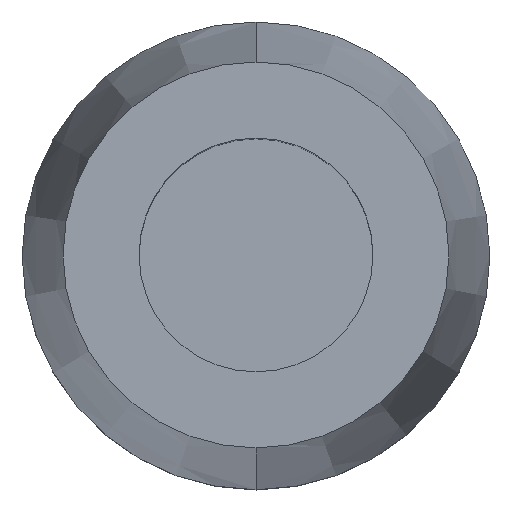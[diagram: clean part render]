
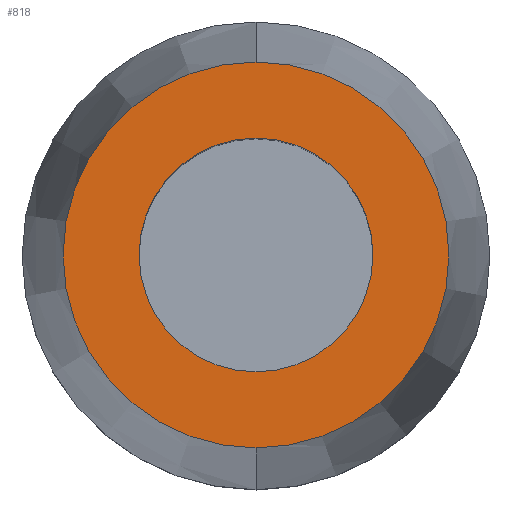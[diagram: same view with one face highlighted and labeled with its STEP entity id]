
A CAD part, top view. The second image highlights one B-rep face of the part: STEP entity #818.
In plain terms, the highlighted planar face has unit normal (0, 0, 1).
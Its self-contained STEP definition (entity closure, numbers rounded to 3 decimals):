
#11 = CARTESIAN_POINT ( 'NONE',  ( 0., 16.5, 100. ) ) ;
#146 = EDGE_CURVE ( 'NONE', #2320, #1472, #2649, .T. ) ;
#237 = DIRECTION ( 'NONE',  ( 0., 1., 0. ) ) ;
#259 = CARTESIAN_POINT ( 'NONE',  ( 0., 0., 100. ) ) ;
#531 = DIRECTION ( 'NONE',  ( 0., -1., 0. ) ) ;
#538 = CARTESIAN_POINT ( 'NONE',  ( 0., 10., 100. ) ) ;
#543 = DIRECTION ( 'NONE',  ( 0., 1., 0. ) ) ;
#685 = EDGE_CURVE ( 'NONE', #2130, #3283, #2459, .T. ) ;
#765 = CARTESIAN_POINT ( 'NONE',  ( 0., 0., 100. ) ) ;
#818 = ADVANCED_FACE ( 'NONE', ( #3100, #1390 ), #1519, .T. ) ;
#931 = DIRECTION ( 'NONE',  ( 0., 1., 0. ) ) ;
#1044 = DIRECTION ( 'NONE',  ( 0., 0., -1. ) ) ;
#1287 = CIRCLE ( 'NONE', #2509, 10. ) ;
#1316 = AXIS2_PLACEMENT_3D ( 'NONE', #259, #1866, #237 ) ;
#1390 = FACE_OUTER_BOUND ( 'NONE', #1471, .T. ) ;
#1430 = EDGE_CURVE ( 'NONE', #1472, #2320, #3515, .T. ) ;
#1471 = EDGE_LOOP ( 'NONE', ( #1580, #3169 ) ) ;
#1472 = VERTEX_POINT ( 'NONE', #11 ) ;
#1519 = PLANE ( 'NONE',  #1809 ) ;
#1580 = ORIENTED_EDGE ( 'NONE', *, *, #1430, .F. ) ;
#1716 = ORIENTED_EDGE ( 'NONE', *, *, #2071, .T. ) ;
#1733 = DIRECTION ( 'NONE',  ( 0., 0., -1. ) ) ;
#1759 = ORIENTED_EDGE ( 'NONE', *, *, #685, .T. ) ;
#1769 = AXIS2_PLACEMENT_3D ( 'NONE', #2135, #2151, #543 ) ;
#1809 = AXIS2_PLACEMENT_3D ( 'NONE', #3411, #3230, #531 ) ;
#1866 = DIRECTION ( 'NONE',  ( 0., 0., -1. ) ) ;
#1878 = EDGE_LOOP ( 'NONE', ( #1759, #1716 ) ) ;
#2056 = CARTESIAN_POINT ( 'NONE',  ( 0., 0., 100. ) ) ;
#2071 = EDGE_CURVE ( 'NONE', #3283, #2130, #1287, .T. ) ;
#2130 = VERTEX_POINT ( 'NONE', #538 ) ;
#2135 = CARTESIAN_POINT ( 'NONE',  ( 0., 0., 100. ) ) ;
#2151 = DIRECTION ( 'NONE',  ( 0., 0., -1. ) ) ;
#2320 = VERTEX_POINT ( 'NONE', #2636 ) ;
#2459 = CIRCLE ( 'NONE', #2615, 10. ) ;
#2509 = AXIS2_PLACEMENT_3D ( 'NONE', #765, #1044, #3192 ) ;
#2605 = CARTESIAN_POINT ( 'NONE',  ( 0., -10., 100. ) ) ;
#2615 = AXIS2_PLACEMENT_3D ( 'NONE', #2056, #1733, #931 ) ;
#2636 = CARTESIAN_POINT ( 'NONE',  ( 0., -16.5, 100. ) ) ;
#2649 = CIRCLE ( 'NONE', #1316, 16.5 ) ;
#3100 = FACE_BOUND ( 'NONE', #1878, .T. ) ;
#3169 = ORIENTED_EDGE ( 'NONE', *, *, #146, .F. ) ;
#3192 = DIRECTION ( 'NONE',  ( 0., 1., 0. ) ) ;
#3230 = DIRECTION ( 'NONE',  ( 0., 0., 1. ) ) ;
#3283 = VERTEX_POINT ( 'NONE', #2605 ) ;
#3411 = CARTESIAN_POINT ( 'NONE',  ( 0., 16.5, 100. ) ) ;
#3515 = CIRCLE ( 'NONE', #1769, 16.5 ) ;
